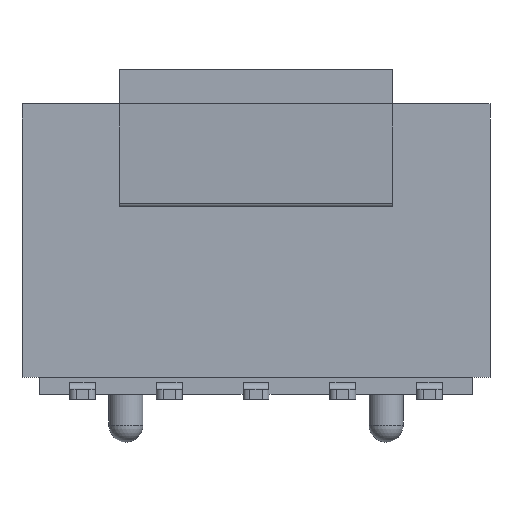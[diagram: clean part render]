
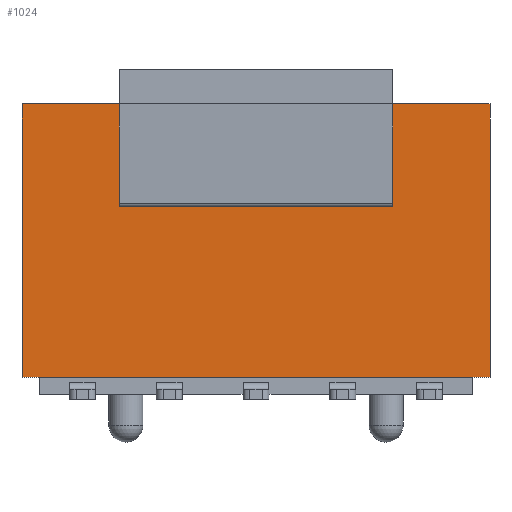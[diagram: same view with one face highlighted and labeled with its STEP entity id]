
A CAD part, front view. The second image highlights one B-rep face of the part: STEP entity #1024.
In plain terms, the highlighted planar face has unit normal (0, -1, 0).
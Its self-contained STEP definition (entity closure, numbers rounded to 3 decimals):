
#591=CARTESIAN_POINT('',(4.,-2.75,-2.457));
#592=VERTEX_POINT('',#591);
#600=CARTESIAN_POINT('',(4.,-2.75,-1.605));
#601=VERTEX_POINT('',#600);
#602=CARTESIAN_POINT('',(4.,-2.75,-1.605));
#603=DIRECTION('',(0.,0.,-1.));
#604=VECTOR('',#603,0.851);
#605=LINE('',#602,#604);
#606=EDGE_CURVE('',#601,#592,#605,.T.);
#616=CARTESIAN_POINT('',(4.,-2.75,0.));
#617=VERTEX_POINT('',#616);
#654=CARTESIAN_POINT('',(-4.,-2.75,0.));
#655=VERTEX_POINT('',#654);
#670=CARTESIAN_POINT('',(-4.,-2.75,-1.605));
#671=VERTEX_POINT('',#670);
#678=CARTESIAN_POINT('',(-4.,-2.75,-2.457));
#679=VERTEX_POINT('',#678);
#680=CARTESIAN_POINT('',(-4.,-2.75,-2.457));
#681=DIRECTION('',(0.,0.,1.));
#682=VECTOR('',#681,0.851);
#683=LINE('',#680,#682);
#684=EDGE_CURVE('',#679,#671,#683,.T.);
#773=CARTESIAN_POINT('',(4.,-2.75,-2.457));
#774=DIRECTION('',(-1.,0.,0.));
#775=VECTOR('',#774,8.);
#776=LINE('',#773,#775);
#777=EDGE_CURVE('',#592,#679,#776,.T.);
#790=CARTESIAN_POINT('',(-4.,-2.75,-1.605));
#791=DIRECTION('',(1.,0.,0.));
#792=VECTOR('',#791,8.);
#793=LINE('',#790,#792);
#794=EDGE_CURVE('',#671,#601,#793,.T.);
#824=CARTESIAN_POINT('',(4.,-2.75,0.));
#825=DIRECTION('',(-1.,0.,0.));
#826=VECTOR('',#825,8.);
#827=LINE('',#824,#826);
#828=EDGE_CURVE('',#617,#655,#827,.T.);
#892=CARTESIAN_POINT('',(-6.85,-2.75,0.));
#893=VERTEX_POINT('',#892);
#894=CARTESIAN_POINT('',(-4.,-2.75,0.));
#895=DIRECTION('',(-1.,0.,0.));
#896=VECTOR('',#895,2.85);
#897=LINE('',#894,#896);
#898=EDGE_CURVE('',#655,#893,#897,.T.);
#979=CARTESIAN_POINT('',(0.,-2.75,-4.25));
#980=DIRECTION('',(1.,0.,0.));
#981=DIRECTION('',(0.,-1.,0.));
#982=AXIS2_PLACEMENT_3D('',#979,#981,#980);
#983=PLANE('',#982);
#984=CARTESIAN_POINT('',(6.85,-2.75,0.));
#985=VERTEX_POINT('',#984);
#986=CARTESIAN_POINT('',(6.85,-2.75,0.));
#987=DIRECTION('',(-1.,0.,0.));
#988=VECTOR('',#987,2.85);
#989=LINE('',#986,#988);
#990=EDGE_CURVE('',#985,#617,#989,.T.);
#991=ORIENTED_EDGE('',*,*,#990,.T.);
#992=ORIENTED_EDGE('',*,*,#828,.T.);
#993=ORIENTED_EDGE('',*,*,#898,.T.);
#994=CARTESIAN_POINT('',(-6.85,-2.75,-8.));
#995=VERTEX_POINT('',#994);
#996=CARTESIAN_POINT('',(-6.85,-2.75,0.));
#997=DIRECTION('',(0.,0.,-1.));
#998=VECTOR('',#997,8.);
#999=LINE('',#996,#998);
#1000=EDGE_CURVE('',#893,#995,#999,.T.);
#1001=ORIENTED_EDGE('',*,*,#1000,.T.);
#1002=CARTESIAN_POINT('',(6.85,-2.75,-8.));
#1003=VERTEX_POINT('',#1002);
#1004=CARTESIAN_POINT('',(-6.85,-2.75,-8.));
#1005=DIRECTION('',(1.,0.,0.));
#1006=VECTOR('',#1005,13.7);
#1007=LINE('',#1004,#1006);
#1008=EDGE_CURVE('',#995,#1003,#1007,.T.);
#1009=ORIENTED_EDGE('',*,*,#1008,.T.);
#1010=CARTESIAN_POINT('',(6.85,-2.75,-8.));
#1011=DIRECTION('',(0.,0.,1.));
#1012=VECTOR('',#1011,8.);
#1013=LINE('',#1010,#1012);
#1014=EDGE_CURVE('',#1003,#985,#1013,.T.);
#1015=ORIENTED_EDGE('',*,*,#1014,.T.);
#1016=EDGE_LOOP('',(#991,#992,#993,#1001,#1009,#1015));
#1017=FACE_OUTER_BOUND('',#1016,.T.);
#1018=ORIENTED_EDGE('',*,*,#606,.T.);
#1019=ORIENTED_EDGE('',*,*,#777,.T.);
#1020=ORIENTED_EDGE('',*,*,#684,.T.);
#1021=ORIENTED_EDGE('',*,*,#794,.T.);
#1022=EDGE_LOOP('',(#1018,#1019,#1020,#1021));
#1023=FACE_BOUND('',#1022,.T.);
#1024=ADVANCED_FACE('',(#1017,#1023),#983,.T.);
